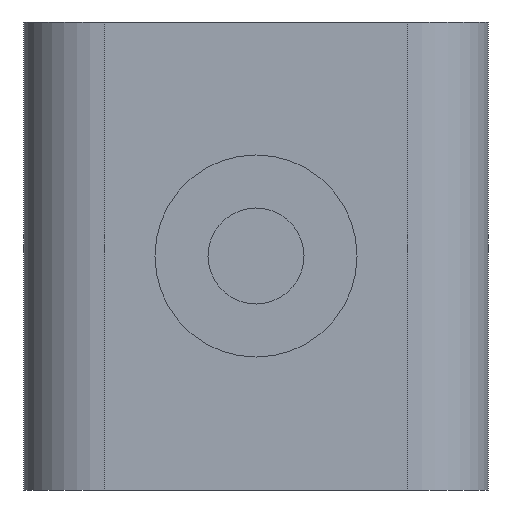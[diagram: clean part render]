
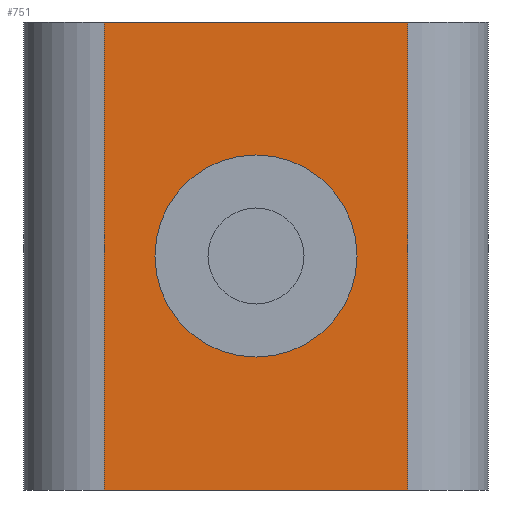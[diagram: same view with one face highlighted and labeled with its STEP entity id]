
A CAD part, front view. The second image highlights one B-rep face of the part: STEP entity #751.
In plain terms, the highlighted planar face has unit normal (0, -1, 0).
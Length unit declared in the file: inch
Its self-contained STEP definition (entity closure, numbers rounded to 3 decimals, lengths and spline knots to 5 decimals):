
#41=FACE_BOUND('',#289,.T.);
#57=PLANE('',#813);
#83=CIRCLE('',#804,0.1);
#133=LINE('',#1417,#183);
#136=LINE('',#1430,#186);
#138=LINE('',#1434,#188);
#139=LINE('',#1435,#189);
#183=VECTOR('',#949,0.3);
#186=VECTOR('',#962,0.463);
#188=VECTOR('',#966,0.3);
#189=VECTOR('',#967,0.463);
#241=FACE_OUTER_BOUND('',#288,.T.);
#288=EDGE_LOOP('',(#627,#628,#629,#630));
#289=EDGE_LOOP('',(#631));
#374=VERTEX_POINT('',#1403);
#378=VERTEX_POINT('',#1414);
#379=VERTEX_POINT('',#1416);
#384=VERTEX_POINT('',#1428);
#385=VERTEX_POINT('',#1433);
#463=EDGE_CURVE('',#374,#374,#83,.T.);
#469=EDGE_CURVE('',#378,#379,#133,.T.);
#476=EDGE_CURVE('',#384,#378,#136,.T.);
#478=EDGE_CURVE('',#384,#385,#138,.T.);
#479=EDGE_CURVE('',#379,#385,#139,.T.);
#627=ORIENTED_EDGE('',*,*,#476,.F.);
#628=ORIENTED_EDGE('',*,*,#478,.T.);
#629=ORIENTED_EDGE('',*,*,#479,.F.);
#630=ORIENTED_EDGE('',*,*,#469,.F.);
#631=ORIENTED_EDGE('',*,*,#463,.T.);
#751=ADVANCED_FACE('',(#241,#41),#57,.T.);
#804=AXIS2_PLACEMENT_3D('',#1404,#937,#938);
#813=AXIS2_PLACEMENT_3D('',#1432,#964,#965);
#937=DIRECTION('center_axis',(0.,1.,0.));
#938=DIRECTION('ref_axis',(1.,0.,0.));
#949=DIRECTION('',(1.,0.,0.));
#962=DIRECTION('',(0.,0.,1.));
#964=DIRECTION('center_axis',(0.,-1.,0.));
#965=DIRECTION('ref_axis',(0.,0.,-1.));
#966=DIRECTION('',(1.,0.,0.));
#967=DIRECTION('',(0.,0.,-1.));
#1403=CARTESIAN_POINT('',(0.33,0.,-0.2315));
#1404=CARTESIAN_POINT('Origin',(0.23,0.,-0.2315));
#1414=CARTESIAN_POINT('',(0.08,0.,0.));
#1416=CARTESIAN_POINT('',(0.38,0.,0.));
#1417=CARTESIAN_POINT('',(0.,0.,0.));
#1428=CARTESIAN_POINT('',(0.08,0.,-0.463));
#1430=CARTESIAN_POINT('',(0.08,0.,0.));
#1432=CARTESIAN_POINT('Origin',(0.,0.,0.));
#1433=CARTESIAN_POINT('',(0.38,0.,-0.463));
#1434=CARTESIAN_POINT('',(0.,0.,-0.463));
#1435=CARTESIAN_POINT('',(0.38,0.,0.));
